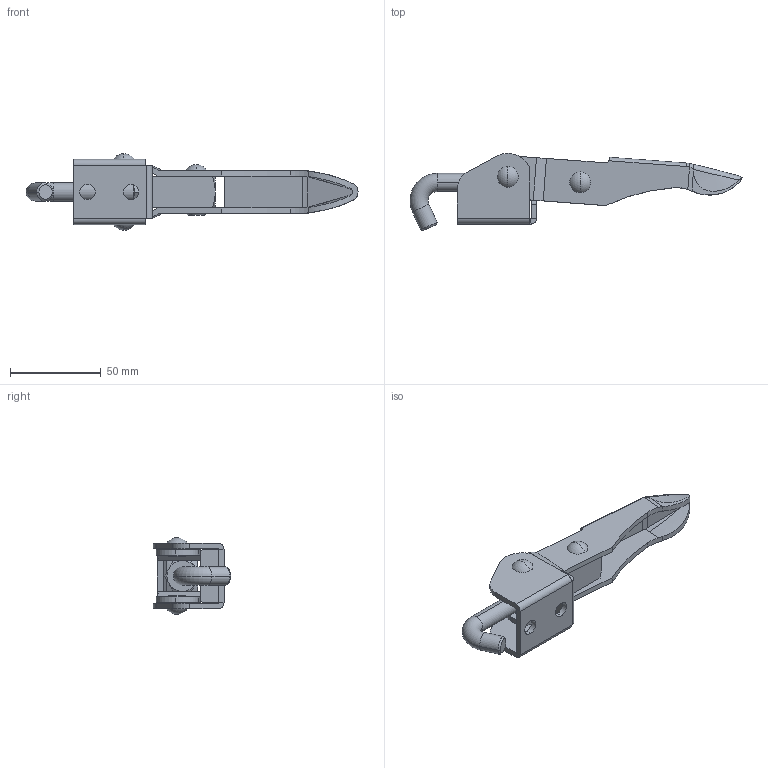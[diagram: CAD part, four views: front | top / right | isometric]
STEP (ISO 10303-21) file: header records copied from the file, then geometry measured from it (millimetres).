
FILE_DESCRIPTION (( 'STEP AP214' ), '1' );
FILE_NAME ('GH-43150(Â²¤Æ).STEP', '2020-07-10T03:56:05', ( 'LinWei' ), ( '' ), 'SwSTEP 2.0', 'SolidWorks 2016', '' );
FILE_SCHEMA (( 'AUTOMOTIVE_DESIGN' ));
Length unit declared in the file: millimetre
Products named in the file (5): 44315044; Group3^GH-43150(簡化); Group2^GH-43150(簡化); Group1^GH-43150(簡化); GH-43150(簡化)
Assembly tree (4 placements, depth 2):
  GH-43150(簡化)
    Group1^GH-43150(簡化)
    Group2^GH-43150(簡化)
    Group3^GH-43150(簡化)
    44315044
Bounding box: 183.09 x 42.62 x 42.2 mm (x, y, z)
Volume: 49979.1 mm3; surface area: 32526.6 mm2
Topology: 9 solids, 9 shells, 212 faces, 506 edges, 321 vertices
Faces by surface type: plane 77, cylinder 66, cone 32, torus 16, bspline 15, sphere 6
Entity records: 9280 total; most frequent: CARTESIAN_POINT 3655, ORIENTED_EDGE 1012, DIRECTION 1000, EDGE_CURVE 506, AXIS2_PLACEMENT_3D 402, VERTEX_POINT 321, EDGE_LOOP 239, FACE_OUTER_BOUND 212
